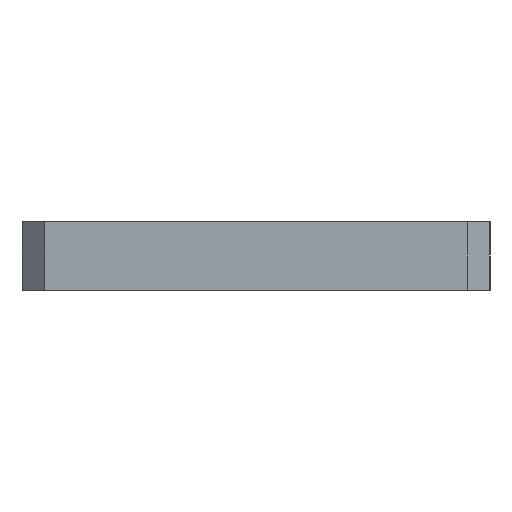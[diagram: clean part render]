
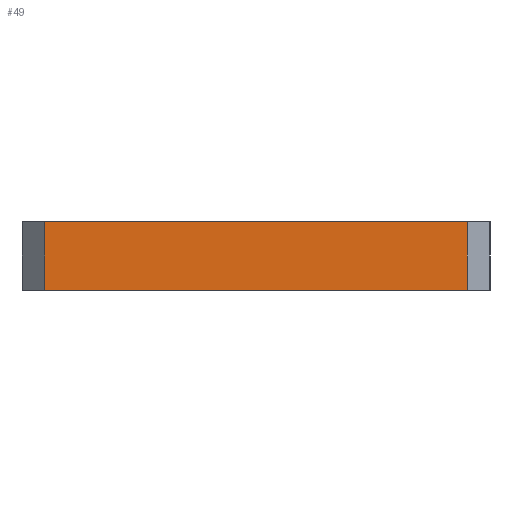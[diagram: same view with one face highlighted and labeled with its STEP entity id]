
A CAD part, left-side view. The second image highlights one B-rep face of the part: STEP entity #49.
In plain terms, the highlighted planar face has unit normal (-1, 0, 0).
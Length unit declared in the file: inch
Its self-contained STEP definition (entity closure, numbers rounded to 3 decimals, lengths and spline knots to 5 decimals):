
#49 = ADVANCED_FACE ( 'NONE', ( #877 ), #379, .T. ) ;
#82 = CARTESIAN_POINT ( 'NONE',  ( -1., -0.925, -0.3 ) ) ;
#83 = CARTESIAN_POINT ( 'NONE',  ( -1., 0.925, -0.3 ) ) ;
#87 = DIRECTION ( 'NONE',  ( 0., 0., -1. ) ) ;
#191 = CARTESIAN_POINT ( 'NONE',  ( -1., -0.925, -0.3 ) ) ;
#200 = CARTESIAN_POINT ( 'NONE',  ( -1., -0.925, 0. ) ) ;
#217 = DIRECTION ( 'NONE',  ( 0., -1., 0. ) ) ;
#231 = CARTESIAN_POINT ( 'NONE',  ( -1., 0.925, -0.3 ) ) ;
#242 = CARTESIAN_POINT ( 'NONE',  ( -1., 1.025, -0.3 ) ) ;
#283 = CARTESIAN_POINT ( 'NONE',  ( -1., 0.925, 0. ) ) ;
#288 = DIRECTION ( 'NONE',  ( 0., 0., 1. ) ) ;
#297 = CARTESIAN_POINT ( 'NONE',  ( -1., 1.025, 0. ) ) ;
#305 = DIRECTION ( 'NONE',  ( 0., -1., 0. ) ) ;
#326 = DIRECTION ( 'NONE',  ( 0., -1., 0. ) ) ;
#352 = DIRECTION ( 'NONE',  ( -1., 0., 0. ) ) ;
#379 = PLANE ( 'NONE',  #579 ) ;
#380 = CARTESIAN_POINT ( 'NONE',  ( -1., 1.025, -0.3 ) ) ;
#423 = VERTEX_POINT ( 'NONE', #200 ) ;
#458 = VERTEX_POINT ( 'NONE', #231 ) ;
#472 = VERTEX_POINT ( 'NONE', #191 ) ;
#550 = VERTEX_POINT ( 'NONE', #283 ) ;
#579 = AXIS2_PLACEMENT_3D ( 'NONE', #380, #352, #326 ) ;
#705 = EDGE_CURVE ( 'NONE', #550, #458, #871, .T. ) ;
#706 = EDGE_CURVE ( 'NONE', #472, #423, #1133, .T. ) ;
#713 = EDGE_CURVE ( 'NONE', #550, #423, #1052, .T. ) ;
#722 = EDGE_CURVE ( 'NONE', #458, #472, #1047, .T. ) ;
#758 = ORIENTED_EDGE ( 'NONE', *, *, #705, .T. ) ;
#786 = ORIENTED_EDGE ( 'NONE', *, *, #706, .T. ) ;
#810 = EDGE_LOOP ( 'NONE', ( #895, #758, #1023, #786 ) ) ;
#871 = LINE ( 'NONE', #83, #1075 ) ;
#877 = FACE_OUTER_BOUND ( 'NONE', #810, .T. ) ;
#895 = ORIENTED_EDGE ( 'NONE', *, *, #713, .F. ) ;
#1023 = ORIENTED_EDGE ( 'NONE', *, *, #722, .T. ) ;
#1029 = VECTOR ( 'NONE', #217, 39.37008 ) ;
#1047 = LINE ( 'NONE', #242, #1029 ) ;
#1050 = VECTOR ( 'NONE', #305, 39.37008 ) ;
#1052 = LINE ( 'NONE', #297, #1050 ) ;
#1075 = VECTOR ( 'NONE', #87, 39.37008 ) ;
#1095 = VECTOR ( 'NONE', #288, 39.37008 ) ;
#1133 = LINE ( 'NONE', #82, #1095 ) ;
